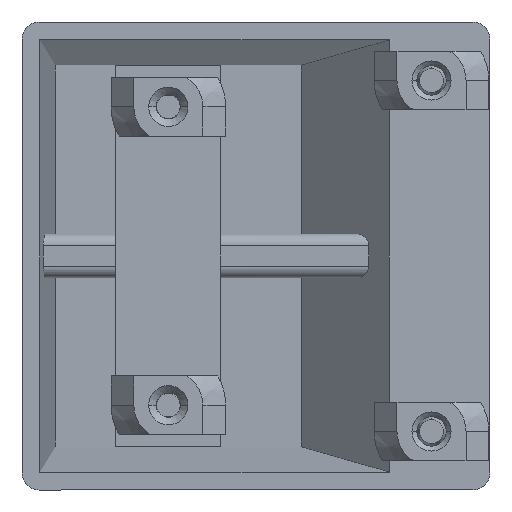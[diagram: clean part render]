
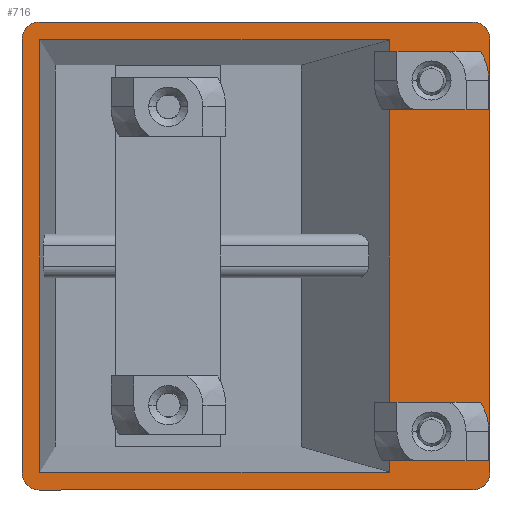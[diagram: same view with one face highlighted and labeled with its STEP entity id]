
A CAD part, left-side view. The second image highlights one B-rep face of the part: STEP entity #716.
In plain terms, the highlighted planar face has unit normal (-1, 0, 0).
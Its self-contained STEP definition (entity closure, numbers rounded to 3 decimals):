
#716=ADVANCED_FACE('',(#1497,#1498,#1499,#1500),#1501,.T.);
#1497=FACE_OUTER_BOUND('',#2856,.T.);
#1498=FACE_BOUND('',#2857,.T.);
#1499=FACE_BOUND('',#2858,.T.);
#1500=FACE_BOUND('',#2859,.T.);
#1501=PLANE('',#2860);
#2856=EDGE_LOOP('',(#6857,#6858,#6859,#6860,#6861,#6862,#6863,#6864));
#2857=EDGE_LOOP('',(#6865,#6866,#6867,#6868));
#2858=EDGE_LOOP('',(#6869,#6870));
#2859=EDGE_LOOP('',(#6871,#6872));
#2860=AXIS2_PLACEMENT_3D('',#6873,#6874,#6875);
#6857=ORIENTED_EDGE('',*,*,#8148,.F.);
#6858=ORIENTED_EDGE('',*,*,#8146,.T.);
#6859=ORIENTED_EDGE('',*,*,#8150,.F.);
#6860=ORIENTED_EDGE('',*,*,#8060,.F.);
#6861=ORIENTED_EDGE('',*,*,#8151,.F.);
#6862=ORIENTED_EDGE('',*,*,#8152,.F.);
#6863=ORIENTED_EDGE('',*,*,#8153,.F.);
#6864=ORIENTED_EDGE('',*,*,#8086,.T.);
#6865=ORIENTED_EDGE('',*,*,#8154,.F.);
#6866=ORIENTED_EDGE('',*,*,#8155,.F.);
#6867=ORIENTED_EDGE('',*,*,#8156,.F.);
#6868=ORIENTED_EDGE('',*,*,#8157,.F.);
#6869=ORIENTED_EDGE('',*,*,#8029,.F.);
#6870=ORIENTED_EDGE('',*,*,#8158,.F.);
#6871=ORIENTED_EDGE('',*,*,#8020,.F.);
#6872=ORIENTED_EDGE('',*,*,#8159,.F.);
#6873=CARTESIAN_POINT('',(0.,25.016,-40.0));
#6874=DIRECTION('',(-1.0,0.0,0.));
#6875=DIRECTION('',(0.0,1.0,0.0));
#8020=EDGE_CURVE('',#9250,#9248,#9252,.T.);
#8029=EDGE_CURVE('',#9265,#9263,#9267,.T.);
#8060=EDGE_CURVE('',#9320,#9322,#9323,.F.);
#8086=EDGE_CURVE('',#9364,#9362,#9365,.F.);
#8146=EDGE_CURVE('',#9442,#9444,#9446,.F.);
#8148=EDGE_CURVE('',#9442,#9362,#9448,.T.);
#8150=EDGE_CURVE('',#9322,#9444,#9450,.F.);
#8151=EDGE_CURVE('',#9451,#9320,#9452,.F.);
#8152=EDGE_CURVE('',#9453,#9451,#9454,.F.);
#8153=EDGE_CURVE('',#9364,#9453,#9455,.F.);
#8154=EDGE_CURVE('',#9456,#9457,#9458,.T.);
#8155=EDGE_CURVE('',#9459,#9456,#9460,.F.);
#8156=EDGE_CURVE('',#9461,#9459,#9462,.T.);
#8157=EDGE_CURVE('',#9457,#9461,#9463,.F.);
#8158=EDGE_CURVE('',#9263,#9265,#9464,.T.);
#8159=EDGE_CURVE('',#9248,#9250,#9465,.T.);
#9248=VERTEX_POINT('',#11273);
#9250=VERTEX_POINT('',#11276);
#9252=CIRCLE('',#11279,2.75);
#9263=VERTEX_POINT('',#11292);
#9265=VERTEX_POINT('',#11295);
#9267=CIRCLE('',#11298,2.75);
#9320=VERTEX_POINT('',#11481);
#9322=VERTEX_POINT('',#11484);
#9323=LINE('',#11485,#11486);
#9362=VERTEX_POINT('',#11574);
#9364=VERTEX_POINT('',#11577);
#9365=LINE('',#11578,#11579);
#9442=VERTEX_POINT('',#12029);
#9444=VERTEX_POINT('',#12032);
#9446=LINE('',#12035,#12036);
#9448=ELLIPSE('',#12038,3.092,3.0);
#9450=ELLIPSE('',#12040,3.092,3.0);
#9451=VERTEX_POINT('',#12041);
#9452=ELLIPSE('',#12042,3.092,3.0);
#9453=VERTEX_POINT('',#12043);
#9454=LINE('',#12044,#12045);
#9455=ELLIPSE('',#12046,3.092,3.0);
#9456=VERTEX_POINT('',#12047);
#9457=VERTEX_POINT('',#12048);
#9458=LINE('',#12049,#12050);
#9459=VERTEX_POINT('',#12051);
#9460=LINE('',#12052,#12053);
#9461=VERTEX_POINT('',#12054);
#9462=LINE('',#12055,#12056);
#9463=LINE('',#12057,#12058);
#9464=CIRCLE('',#12059,2.75);
#9465=CIRCLE('',#12060,2.75);
#11273=CARTESIAN_POINT('',(0.,-47.734,-30.0));
#11276=CARTESIAN_POINT('',(0.,-42.234,-30.0));
#11279=AXIS2_PLACEMENT_3D('',#13148,#13149,#13150);
#11292=CARTESIAN_POINT('',(0.,-47.734,30.0));
#11295=CARTESIAN_POINT('',(0.,-42.234,30.0));
#11298=AXIS2_PLACEMENT_3D('',#13161,#13162,#13163);
#11481=CARTESIAN_POINT('',(0.,-52.03,-40.0));
#11484=CARTESIAN_POINT('',(0.,22.062,-40.));
#11485=CARTESIAN_POINT('',(0.,-15.671,-40.0));
#11486=VECTOR('',#13198,1.0);
#11574=CARTESIAN_POINT('',(0.,22.062,40.0));
#11577=CARTESIAN_POINT('',(0.,-52.03,40.));
#11578=CARTESIAN_POINT('',(0.,-15.671,40.0));
#11579=VECTOR('',#13228,1.0);
#12029=CARTESIAN_POINT('',(0.,25.016,37.046));
#12032=CARTESIAN_POINT('',(0.,25.016,-37.046));
#12035=CARTESIAN_POINT('',(0.,25.016,-40.687));
#12036=VECTOR('',#13288,1.0);
#12038=AXIS2_PLACEMENT_3D('',#13289,#13290,#13291);
#12040=AXIS2_PLACEMENT_3D('',#13292,#13293,#13294);
#12041=CARTESIAN_POINT('',(0.,-54.984,-37.046));
#12042=AXIS2_PLACEMENT_3D('',#13295,#13296,#13297);
#12043=CARTESIAN_POINT('',(0.,-54.984,37.046));
#12044=CARTESIAN_POINT('',(0.,-54.984,-41.187));
#12045=VECTOR('',#13298,1.0);
#12046=AXIS2_PLACEMENT_3D('',#13299,#13300,#13301);
#12047=CARTESIAN_POINT('',(0.,-37.741,-36.954));
#12048=CARTESIAN_POINT('',(0.,-37.741,36.954));
#12049=CARTESIAN_POINT('',(0.,-37.741,-40.0));
#12050=VECTOR('',#13302,1.0);
#12051=CARTESIAN_POINT('',(0.,21.97,-36.954));
#12052=CARTESIAN_POINT('',(0.,22.611,-36.954));
#12053=VECTOR('',#13303,1.0);
#12054=CARTESIAN_POINT('',(0.,21.97,36.954));
#12055=CARTESIAN_POINT('',(0.,21.97,-40.687));
#12056=VECTOR('',#13304,1.0);
#12057=CARTESIAN_POINT('',(0.,22.611,36.954));
#12058=VECTOR('',#13305,1.0);
#12059=AXIS2_PLACEMENT_3D('',#13306,#13307,#13308);
#12060=AXIS2_PLACEMENT_3D('',#13309,#13310,#13311);
#13148=CARTESIAN_POINT('',(0.,-44.984,-30.0));
#13149=DIRECTION('',(-1.0,0.0,0.));
#13150=DIRECTION('',(0.,-1.0,0.));
#13161=CARTESIAN_POINT('',(0.,-44.984,30.0));
#13162=DIRECTION('',(-1.0,0.0,0.));
#13163=DIRECTION('',(0.,-1.0,0.));
#13198=DIRECTION('',(0.,-1.0,0.));
#13228=DIRECTION('',(0.,-1.0,0.));
#13288=DIRECTION('',(0.,0.,1.0));
#13289=CARTESIAN_POINT('',(0.,21.97,36.954));
#13290=DIRECTION('',(1.0,0.,0.));
#13291=DIRECTION('',(0.,0.707,0.707));
#13292=CARTESIAN_POINT('',(0.,21.97,-36.954));
#13293=DIRECTION('',(-1.0,0.0,0.));
#13294=DIRECTION('',(0.,0.707,-0.707));
#13295=CARTESIAN_POINT('',(0.,-51.938,-36.954));
#13296=DIRECTION('',(-1.0,0.,0.));
#13297=DIRECTION('',(0.,-0.707,-0.707));
#13298=DIRECTION('',(0.,0.,1.0));
#13299=CARTESIAN_POINT('',(0.,-51.938,36.954));
#13300=DIRECTION('',(-1.0,0.,0.));
#13301=DIRECTION('',(0.,-0.707,0.707));
#13302=DIRECTION('',(0.,0.,1.0));
#13303=DIRECTION('',(0.,1.0,0.));
#13304=DIRECTION('',(0.,0.,-1.0));
#13305=DIRECTION('',(0.,-1.0,0.));
#13306=CARTESIAN_POINT('',(0.,-44.984,30.0));
#13307=DIRECTION('',(-1.0,0.0,0.));
#13308=DIRECTION('',(0.,-1.0,0.));
#13309=CARTESIAN_POINT('',(0.,-44.984,-30.0));
#13310=DIRECTION('',(-1.0,0.0,0.));
#13311=DIRECTION('',(0.,-1.0,0.));
